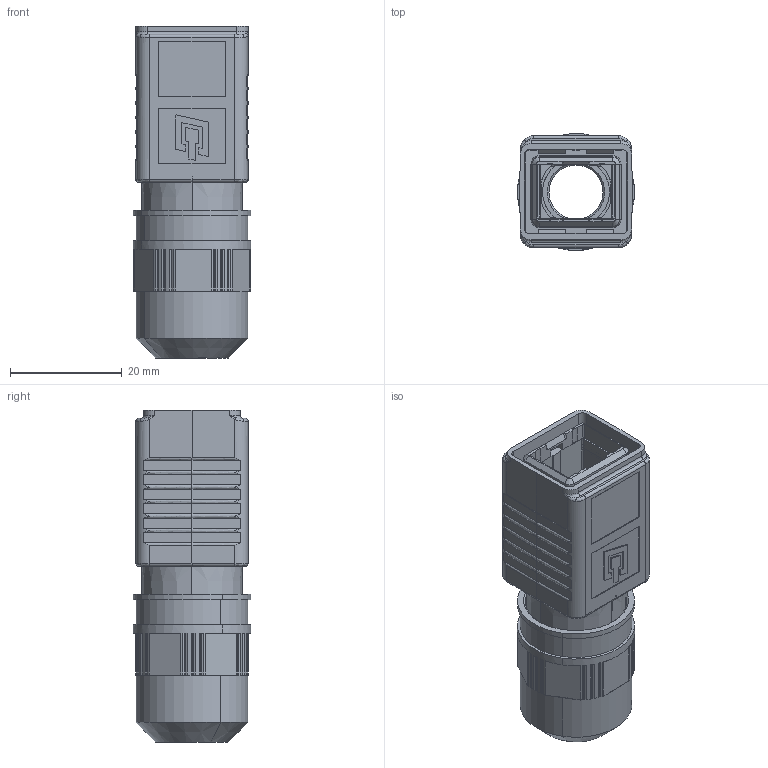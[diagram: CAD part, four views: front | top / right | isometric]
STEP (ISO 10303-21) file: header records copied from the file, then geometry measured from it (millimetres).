
FILE_DESCRIPTION (( 'STEP AP214' ), '1' );
FILE_NAME ('H86011A0011H50.STEP', '2016-07-20T06:48:46', ( '' ), ( '' ), 'SwSTEP 2.0', 'SolidWorks 2015', '' );
FILE_SCHEMA (( 'AUTOMOTIVE_DESIGN' ));
Length unit declared in the file: millimetre
Products named in the file (1): H86011A0011H50
Bounding box: 21 x 21 x 59.5 mm (x, y, z)
Volume: 11698 mm3; surface area: 13212.1 mm2
Topology: 2 solids, 7 shells, 938 faces, 2527 edges, 1614 vertices
Faces by surface type: plane 456, cylinder 226, bspline 192, cone 60, torus 4
Entity records: 52486 total; most frequent: CARTESIAN_POINT 20557, ORIENTED_EDGE 5046, DIRECTION 4080, EDGE_CURVE 2523, VERTEX_POINT 1614, VECTOR 1404, LINE 1404, AXIS2_PLACEMENT_3D 1338
